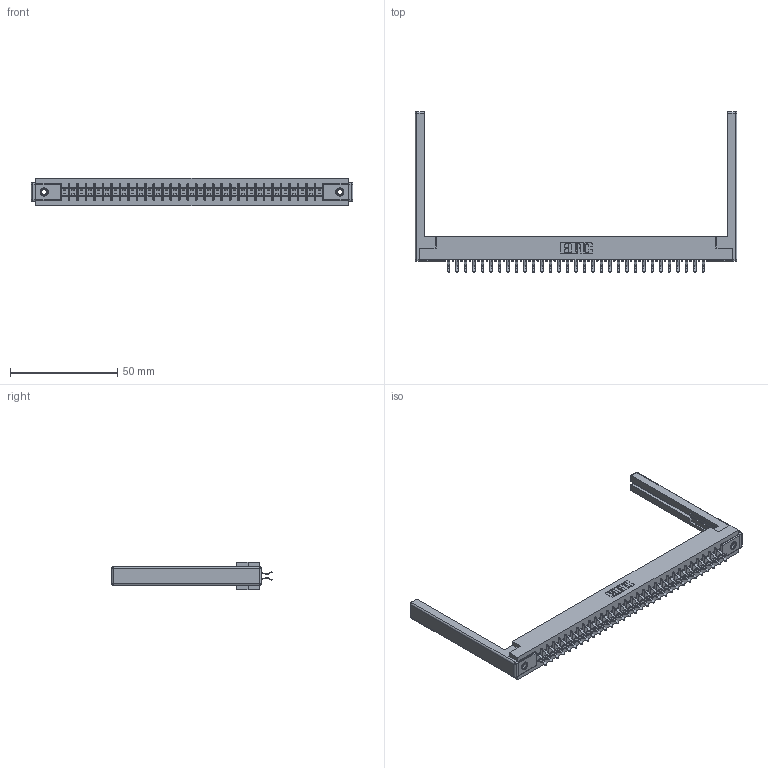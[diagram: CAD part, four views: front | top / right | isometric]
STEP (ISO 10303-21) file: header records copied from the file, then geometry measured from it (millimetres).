
FILE_DESCRIPTION (( 'STEP AP203' ), '1' );
FILE_NAME ('355-062-556-268.STEP', '2019-09-12T14:40:43', ( '' ), ( '' ), 'SwSTEP 2.0', 'SolidWorks 2016', '' );
FILE_SCHEMA (( 'CONFIG_CONTROL_DESIGN' ));
Length unit declared in the file: inch
Products named in the file (5): 355-062-556-268; 307-220-068; 305 Part_.156 Dia; 305-290-001_556; 345-250-001_345-250-001-102
Assembly tree (67 placements, depth 2):
  355-062-556-268
    305 Part_.156 Dia
    305-290-001_556  x62
    345-250-001_345-250-001-102  x2
    307-220-068  x2
Bounding box: 150.27 x 74.93 x 12.7 mm (x, y, z)
Volume: 19986.1 mm3; surface area: 23589.5 mm2
Topology: 67 solids, 67 shells, 3742 faces, 10719 edges, 6958 vertices
Faces by surface type: plane 2078, cylinder 1516, sphere 132, cone 12, torus 4
Entity records: 37885 total; most frequent: CARTESIAN_POINT 6244, ORIENTED_EDGE 6188, DIRECTION 6072, EDGE_CURVE 3094, VECTOR 2476, LINE 2476, VERTEX_POINT 1970, AXIS2_PLACEMENT_3D 1798
